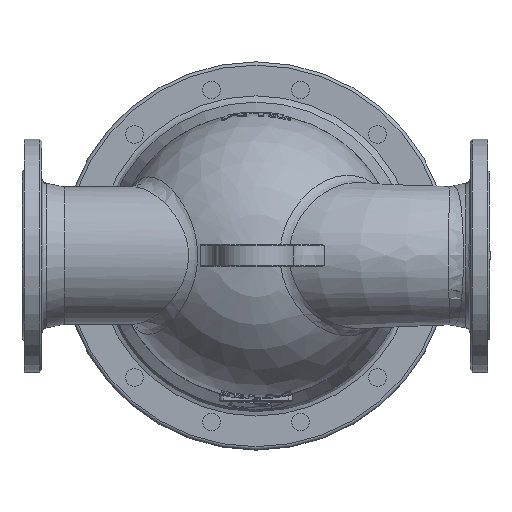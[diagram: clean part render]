
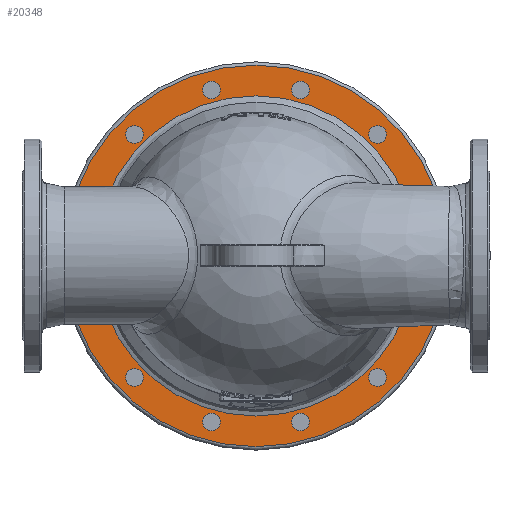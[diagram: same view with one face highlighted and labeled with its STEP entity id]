
A CAD part, top view. The second image highlights one B-rep face of the part: STEP entity #20348.
In plain terms, the highlighted planar face has unit normal (0, 0, 1).
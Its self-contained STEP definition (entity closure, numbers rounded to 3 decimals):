
#5658=CARTESIAN_POINT('',(-156.647,44.117,36.0));
#5659=VERTEX_POINT('',#5658);
#5660=CARTESIAN_POINT('',(-149.719,40.117,36.0));
#5661=DIRECTION('',(0.0,0.0,-1.0));
#5662=DIRECTION('',(0.866,-0.5,0.0));
#5663=AXIS2_PLACEMENT_3D('',#5660,#5661,#5662);
#5664=CIRCLE('',#5663,8.0);
#5665=EDGE_CURVE('',#5659,#5659,#5664,.T.);
#5723=CARTESIAN_POINT('',(-113.602,116.53,36.0));
#5724=VERTEX_POINT('',#5723);
#5725=CARTESIAN_POINT('',(-109.602,109.602,36.0));
#5726=DIRECTION('',(0.0,0.0,-1.0));
#5727=DIRECTION('',(0.5,-0.866,0.0));
#5728=AXIS2_PLACEMENT_3D('',#5725,#5726,#5727);
#5729=CIRCLE('',#5728,8.0);
#5730=EDGE_CURVE('',#5724,#5724,#5729,.T.);
#5788=CARTESIAN_POINT('',(-40.117,157.719,36.0));
#5789=VERTEX_POINT('',#5788);
#5790=CARTESIAN_POINT('',(-40.117,149.719,36.0));
#5791=DIRECTION('',(0.0,0.0,-1.0));
#5792=DIRECTION('',(0.0,-1.0,0.0));
#5793=AXIS2_PLACEMENT_3D('',#5790,#5791,#5792);
#5794=CIRCLE('',#5793,8.);
#5795=EDGE_CURVE('',#5789,#5789,#5794,.T.);
#5853=CARTESIAN_POINT('',(44.117,156.647,36.0));
#5854=VERTEX_POINT('',#5853);
#5855=CARTESIAN_POINT('',(40.117,149.719,36.0));
#5856=DIRECTION('',(0.0,0.0,-1.0));
#5857=DIRECTION('',(-0.5,-0.866,0.0));
#5858=AXIS2_PLACEMENT_3D('',#5855,#5856,#5857);
#5859=CIRCLE('',#5858,8.0);
#5860=EDGE_CURVE('',#5854,#5854,#5859,.T.);
#5918=CARTESIAN_POINT('',(116.53,113.602,36.0));
#5919=VERTEX_POINT('',#5918);
#5920=CARTESIAN_POINT('',(109.602,109.602,36.0));
#5921=DIRECTION('',(0.0,0.0,-1.));
#5922=DIRECTION('',(-0.866,-0.5,0.0));
#5923=AXIS2_PLACEMENT_3D('',#5920,#5921,#5922);
#5924=CIRCLE('',#5923,8.0);
#5925=EDGE_CURVE('',#5919,#5919,#5924,.T.);
#5983=CARTESIAN_POINT('',(157.719,40.117,36.0));
#5984=VERTEX_POINT('',#5983);
#5985=CARTESIAN_POINT('',(149.719,40.117,36.0));
#5986=DIRECTION('',(0.0,0.0,-1.0));
#5987=DIRECTION('',(-1.0,0.0,0.0));
#5988=AXIS2_PLACEMENT_3D('',#5985,#5986,#5987);
#5989=CIRCLE('',#5988,8.0);
#5990=EDGE_CURVE('',#5984,#5984,#5989,.T.);
#6048=CARTESIAN_POINT('',(156.647,-44.117,36.0));
#6049=VERTEX_POINT('',#6048);
#6050=CARTESIAN_POINT('',(149.719,-40.117,36.0));
#6051=DIRECTION('',(0.0,0.0,-1.));
#6052=DIRECTION('',(-0.866,0.5,0.0));
#6053=AXIS2_PLACEMENT_3D('',#6050,#6051,#6052);
#6054=CIRCLE('',#6053,8.0);
#6055=EDGE_CURVE('',#6049,#6049,#6054,.T.);
#6113=CARTESIAN_POINT('',(113.602,-116.53,36.0));
#6114=VERTEX_POINT('',#6113);
#6115=CARTESIAN_POINT('',(109.602,-109.602,36.0));
#6116=DIRECTION('',(0.0,0.0,-1.));
#6117=DIRECTION('',(-0.5,0.866,0.0));
#6118=AXIS2_PLACEMENT_3D('',#6115,#6116,#6117);
#6119=CIRCLE('',#6118,8.0);
#6120=EDGE_CURVE('',#6114,#6114,#6119,.T.);
#6178=CARTESIAN_POINT('',(40.117,-157.719,36.0));
#6179=VERTEX_POINT('',#6178);
#6180=CARTESIAN_POINT('',(40.117,-149.719,36.0));
#6181=DIRECTION('',(0.0,0.0,-1.0));
#6182=DIRECTION('',(0.0,1.0,0.0));
#6183=AXIS2_PLACEMENT_3D('',#6180,#6181,#6182);
#6184=CIRCLE('',#6183,8.0);
#6185=EDGE_CURVE('',#6179,#6179,#6184,.T.);
#6243=CARTESIAN_POINT('',(-44.117,-156.647,36.0));
#6244=VERTEX_POINT('',#6243);
#6245=CARTESIAN_POINT('',(-40.117,-149.719,36.0));
#6246=DIRECTION('',(0.0,0.0,-1.0));
#6247=DIRECTION('',(0.5,0.866,0.0));
#6248=AXIS2_PLACEMENT_3D('',#6245,#6246,#6247);
#6249=CIRCLE('',#6248,8.0);
#6250=EDGE_CURVE('',#6244,#6244,#6249,.T.);
#6308=CARTESIAN_POINT('',(-116.53,-113.602,36.0));
#6309=VERTEX_POINT('',#6308);
#6310=CARTESIAN_POINT('',(-109.602,-109.602,36.0));
#6311=DIRECTION('',(0.0,0.0,-1.));
#6312=DIRECTION('',(0.866,0.5,0.0));
#6313=AXIS2_PLACEMENT_3D('',#6310,#6311,#6312);
#6314=CIRCLE('',#6313,8.0);
#6315=EDGE_CURVE('',#6309,#6309,#6314,.T.);
#11367=CARTESIAN_POINT('',(-157.719,-40.117,36.0));
#11368=VERTEX_POINT('',#11367);
#11369=CARTESIAN_POINT('',(-149.719,-40.117,36.0));
#11370=DIRECTION('',(0.0,0.0,-1.0));
#11371=DIRECTION('',(1.0,0.0,0.0));
#11372=AXIS2_PLACEMENT_3D('',#11369,#11370,#11371);
#11373=CIRCLE('',#11372,8.0);
#11374=EDGE_CURVE('',#11368,#11368,#11373,.T.);
#20270=CARTESIAN_POINT('',(172.0,0.,36.0));
#20271=VERTEX_POINT('',#20270);
#20272=CARTESIAN_POINT('',(0.0,0.0,36.0));
#20273=DIRECTION('',(0.0,0.0,-1.0));
#20274=DIRECTION('',(-1.0,0.0,0.0));
#20275=AXIS2_PLACEMENT_3D('',#20272,#20273,#20274);
#20276=CIRCLE('',#20275,172.0);
#20277=EDGE_CURVE('',#20271,#20271,#20276,.T.);
#20293=CARTESIAN_POINT('',(0.0,0.0,36.0));
#20294=DIRECTION('',(0.0,0.0,-1.0));
#20295=DIRECTION('',(-1.0,0.0,0.0));
#20296=AXIS2_PLACEMENT_3D('',#20293,#20294,#20295);
#20297=PLANE('',#20296);
#20298=ORIENTED_EDGE('',*,*,#20277,.F.);
#20299=EDGE_LOOP('',(#20298));
#20300=FACE_OUTER_BOUND('',#20299,.T.);
#20301=ORIENTED_EDGE('',*,*,#5665,.T.);
#20302=EDGE_LOOP('',(#20301));
#20303=FACE_BOUND('',#20302,.T.);
#20304=ORIENTED_EDGE('',*,*,#5730,.T.);
#20305=EDGE_LOOP('',(#20304));
#20306=FACE_BOUND('',#20305,.T.);
#20307=ORIENTED_EDGE('',*,*,#5795,.T.);
#20308=EDGE_LOOP('',(#20307));
#20309=FACE_BOUND('',#20308,.T.);
#20310=ORIENTED_EDGE('',*,*,#5860,.T.);
#20311=EDGE_LOOP('',(#20310));
#20312=FACE_BOUND('',#20311,.T.);
#20313=ORIENTED_EDGE('',*,*,#5925,.T.);
#20314=EDGE_LOOP('',(#20313));
#20315=FACE_BOUND('',#20314,.T.);
#20316=ORIENTED_EDGE('',*,*,#5990,.T.);
#20317=EDGE_LOOP('',(#20316));
#20318=FACE_BOUND('',#20317,.T.);
#20319=ORIENTED_EDGE('',*,*,#6055,.T.);
#20320=EDGE_LOOP('',(#20319));
#20321=FACE_BOUND('',#20320,.T.);
#20322=ORIENTED_EDGE('',*,*,#6120,.T.);
#20323=EDGE_LOOP('',(#20322));
#20324=FACE_BOUND('',#20323,.T.);
#20325=ORIENTED_EDGE('',*,*,#6185,.T.);
#20326=EDGE_LOOP('',(#20325));
#20327=FACE_BOUND('',#20326,.T.);
#20328=ORIENTED_EDGE('',*,*,#6250,.T.);
#20329=EDGE_LOOP('',(#20328));
#20330=FACE_BOUND('',#20329,.T.);
#20331=ORIENTED_EDGE('',*,*,#6315,.T.);
#20332=EDGE_LOOP('',(#20331));
#20333=FACE_BOUND('',#20332,.T.);
#20334=ORIENTED_EDGE('',*,*,#11374,.T.);
#20335=EDGE_LOOP('',(#20334));
#20336=FACE_BOUND('',#20335,.T.);
#20337=CARTESIAN_POINT('',(144.344,0.,36.0));
#20338=VERTEX_POINT('',#20337);
#20339=CARTESIAN_POINT('',(0.,0.0,36.0));
#20340=DIRECTION('',(0.0,0.0,1.0));
#20341=DIRECTION('',(-1.0,0.0,0.0));
#20342=AXIS2_PLACEMENT_3D('',#20339,#20340,#20341);
#20343=CIRCLE('',#20342,144.344);
#20344=EDGE_CURVE('',#20338,#20338,#20343,.T.);
#20345=ORIENTED_EDGE('',*,*,#20344,.F.);
#20346=EDGE_LOOP('',(#20345));
#20347=FACE_BOUND('',#20346,.T.);
#20348=ADVANCED_FACE('',(#20300,#20303,#20306,#20309,#20312,#20315,#20318,#20321,#20324,#20327,#20330,#20333,#20336,#20347),#20297,.F.);
